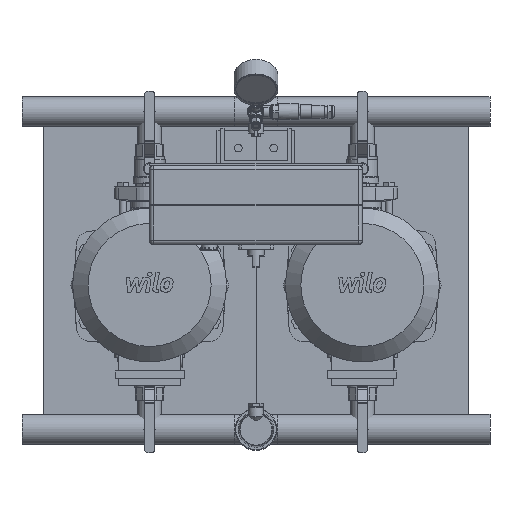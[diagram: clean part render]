
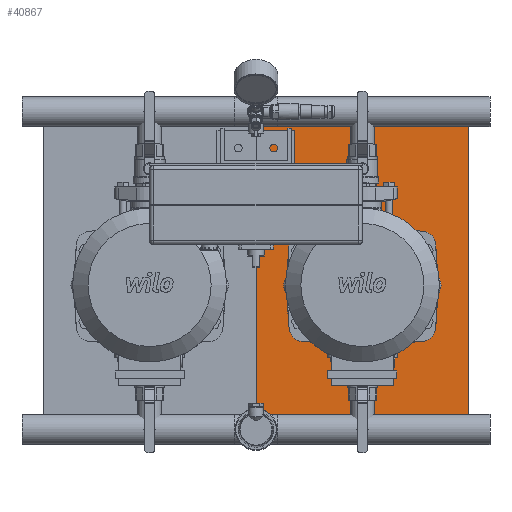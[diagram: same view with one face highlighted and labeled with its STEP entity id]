
A CAD part, top view. The second image highlights one B-rep face of the part: STEP entity #40867.
In plain terms, the highlighted planar face has unit normal (0, 0, 1).
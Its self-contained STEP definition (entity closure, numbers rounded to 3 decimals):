
#700=LINE('',#60403,#4613);
#701=LINE('',#60405,#4614);
#702=LINE('',#60407,#4615);
#703=LINE('',#60408,#4616);
#4613=VECTOR('',#47960,10.);
#4614=VECTOR('',#47961,10.);
#4615=VECTOR('',#47962,10.);
#4616=VECTOR('',#47963,10.);
#9742=FACE_OUTER_BOUND('',#12251,.T.);
#12251=EDGE_LOOP('',(#27386,#27387,#27388,#27389));
#17179=VERTEX_POINT('',#60401);
#17180=VERTEX_POINT('',#60402);
#17181=VERTEX_POINT('',#60404);
#17182=VERTEX_POINT('',#60406);
#21298=EDGE_CURVE('',#17179,#17180,#700,.T.);
#21299=EDGE_CURVE('',#17181,#17180,#701,.T.);
#21300=EDGE_CURVE('',#17181,#17182,#702,.T.);
#21301=EDGE_CURVE('',#17182,#17179,#703,.T.);
#27386=ORIENTED_EDGE('',*,*,#21298,.T.);
#27387=ORIENTED_EDGE('',*,*,#21299,.F.);
#27388=ORIENTED_EDGE('',*,*,#21300,.T.);
#27389=ORIENTED_EDGE('',*,*,#21301,.T.);
#39114=PLANE('',#43487);
#40867=ADVANCED_FACE('',(#9742),#39114,.T.);
#43487=AXIS2_PLACEMENT_3D('',#60400,#47958,#47959);
#47958=DIRECTION('center_axis',(0.,0.,1.));
#47959=DIRECTION('ref_axis',(0.,-1.,0.));
#47960=DIRECTION('',(0.,1.,0.));
#47961=DIRECTION('',(1.,0.,0.));
#47962=DIRECTION('',(0.,-1.,0.));
#47963=DIRECTION('',(1.,0.,0.));
#60400=CARTESIAN_POINT('Origin',(330.,0.,90.));
#60401=CARTESIAN_POINT('',(630.,-225.,90.));
#60402=CARTESIAN_POINT('',(630.,225.,90.));
#60403=CARTESIAN_POINT('',(630.,225.,90.));
#60404=CARTESIAN_POINT('',(330.,225.,90.));
#60405=CARTESIAN_POINT('',(330.,225.,90.));
#60406=CARTESIAN_POINT('',(330.,-225.,90.));
#60407=CARTESIAN_POINT('',(330.,0.,90.));
#60408=CARTESIAN_POINT('',(330.,-225.,90.));
